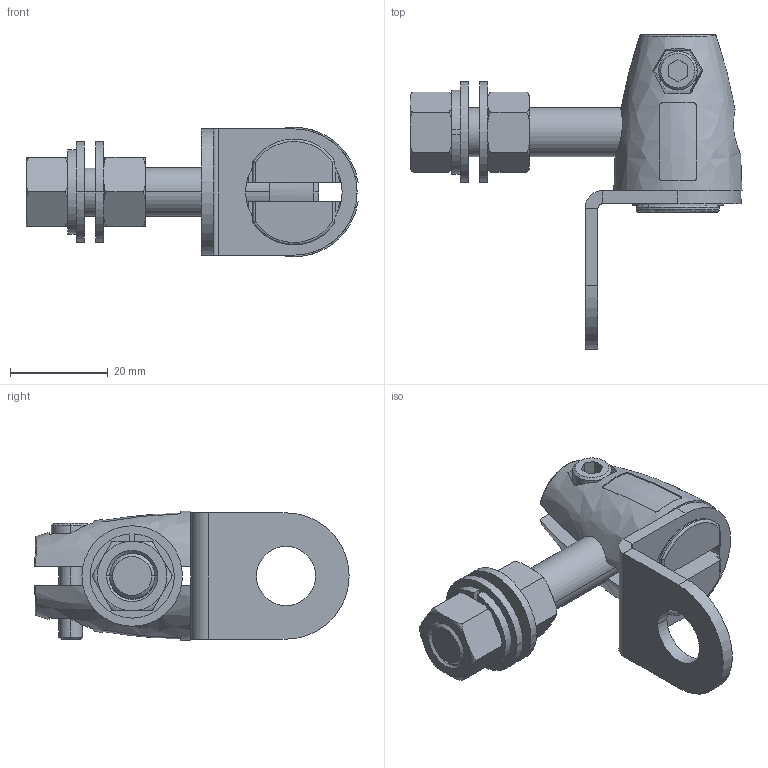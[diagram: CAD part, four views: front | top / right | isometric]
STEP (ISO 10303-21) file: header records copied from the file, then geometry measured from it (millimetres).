
FILE_DESCRIPTION((''),'2;1');
FILE_NAME('155364_SW','2011-05-05T',('banengservice'),('BANNER ENGINEERING'),'PRO/ENGINEER BY PARAMETRIC TECHNOLOGY CORPORATION, 2009141','PRO/ENGINEER BY PARAMETRIC TECHNOLOGY CORPORATION, 2009141','');
FILE_SCHEMA(('CONFIG_CONTROL_DESIGN'));
Length unit declared in the file: inch
Products named in the file (1): 155364_SW
Bounding box: 68.09 x 64.47 x 26.54 mm (x, y, z)
Volume: 20496.2 mm3; surface area: 11468.9 mm2
Topology: 1 solids, 1 shells, 246 faces, 641 edges, 398 vertices
Faces by surface type: plane 127, cylinder 58, torus 26, cone 20, bspline 11, sphere 4
Entity records: 9459 total; most frequent: CARTESIAN_POINT 3469, ORIENTED_EDGE 1282, DIRECTION 1200, EDGE_CURVE 641, AXIS2_PLACEMENT_3D 454, VERTEX_POINT 398, VECTOR 292, LINE 292
